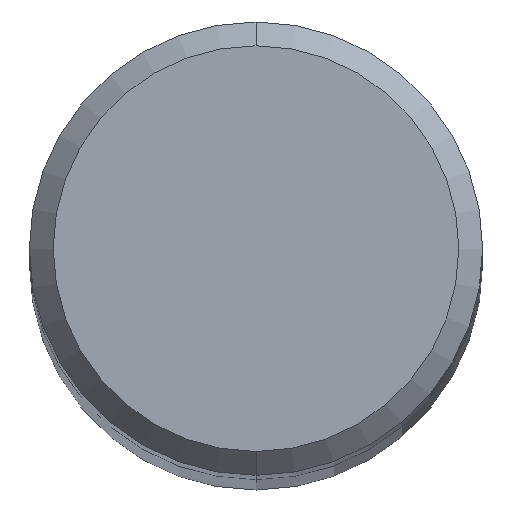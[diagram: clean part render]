
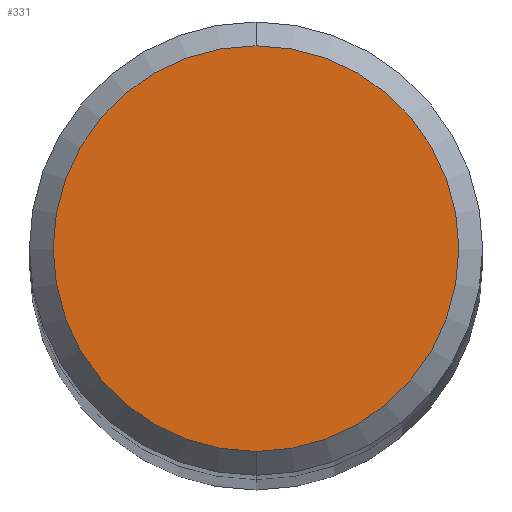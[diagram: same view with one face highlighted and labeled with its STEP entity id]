
A CAD part, top view. The second image highlights one B-rep face of the part: STEP entity #331.
In plain terms, the highlighted planar face has unit normal (0, 0, 1).
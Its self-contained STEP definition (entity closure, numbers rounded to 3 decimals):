
#165=EDGE_CURVE('',#285,#187,#425,.T.);
#187=VERTEX_POINT('',#450);
#191=EDGE_CURVE('',#187,#285,#454,.T.);
#285=VERTEX_POINT('',#557);
#331=ADVANCED_FACE('',(#607),#608,.T.);
#425=CIRCLE('',#701,5.1);
#450=CARTESIAN_POINT('',(0.,-5.1,58.0));
#454=CIRCLE('',#752,5.1);
#557=CARTESIAN_POINT('',(0.0,5.1,58.0));
#607=FACE_OUTER_BOUND('',#1118,.T.);
#608=PLANE('',#1119);
#701=AXIS2_PLACEMENT_3D('',#1289,#1290,#1291);
#752=AXIS2_PLACEMENT_3D('',#1324,#1325,#1326);
#1118=EDGE_LOOP('',(#1492,#1493));
#1119=AXIS2_PLACEMENT_3D('',#1494,#1495,#1496);
#1289=CARTESIAN_POINT('',(0.0,0.0,58.0));
#1290=DIRECTION('',(0.0,0.0,-1.0));
#1291=DIRECTION('',(0.0,1.0,0.0));
#1324=CARTESIAN_POINT('',(0.0,0.0,58.0));
#1325=DIRECTION('',(0.0,0.0,-1.0));
#1326=DIRECTION('',(0.0,1.0,0.0));
#1492=ORIENTED_EDGE('',*,*,#165,.F.);
#1493=ORIENTED_EDGE('',*,*,#191,.F.);
#1494=CARTESIAN_POINT('',(0.0,2.55,58.0));
#1495=DIRECTION('',(0.0,0.0,1.0));
#1496=DIRECTION('',(0.0,-1.0,0.0));
